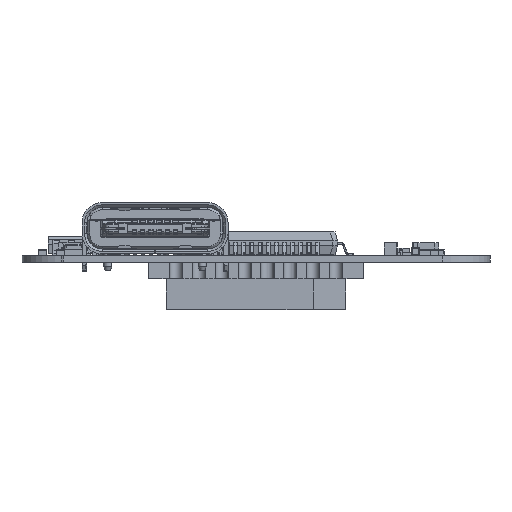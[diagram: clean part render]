
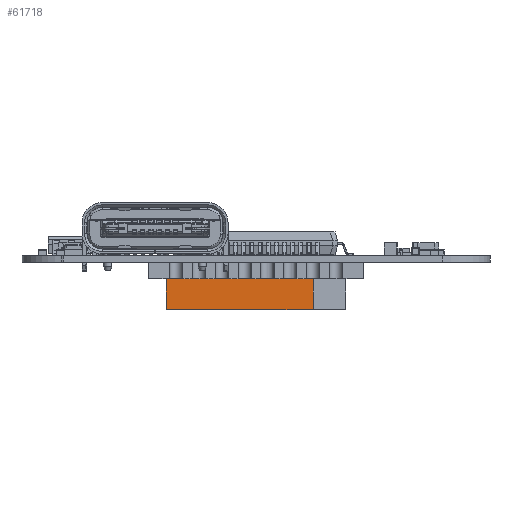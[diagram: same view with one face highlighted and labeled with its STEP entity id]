
A CAD part, front view. The second image highlights one B-rep face of the part: STEP entity #61718.
In plain terms, the highlighted face is planar.
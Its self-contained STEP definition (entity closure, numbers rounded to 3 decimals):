
#56279 = VERTEX_POINT('',#56280);
#56280 = CARTESIAN_POINT('',(-3.5,2.9,10.5));
#56286 = EDGE_CURVE('',#56279,#56287,#56289,.T.);
#56287 = VERTEX_POINT('',#56288);
#56288 = CARTESIAN_POINT('',(5.5,2.9,10.5));
#56289 = LINE('',#56290,#56291);
#56290 = CARTESIAN_POINT('',(5.5,2.9,10.5));
#56291 = VECTOR('',#56292,1.);
#56292 = DIRECTION('',(1.,0.,0.));
#59019 = VERTEX_POINT('',#59020);
#59020 = CARTESIAN_POINT('',(-3.5,1.,10.5));
#59051 = VERTEX_POINT('',#59052);
#59052 = CARTESIAN_POINT('',(5.5,1.,10.5));
#59058 = EDGE_CURVE('',#59019,#59051,#59059,.T.);
#59059 = LINE('',#59060,#59061);
#59060 = CARTESIAN_POINT('',(5.5,1.,10.5));
#59061 = VECTOR('',#59062,1.);
#59062 = DIRECTION('',(1.,0.,0.));
#61701 = EDGE_CURVE('',#56279,#59019,#61702,.T.);
#61702 = LINE('',#61703,#61704);
#61703 = CARTESIAN_POINT('',(-3.5,2.9,10.5));
#61704 = VECTOR('',#61705,1.);
#61705 = DIRECTION('',(0.,-1.,0.));
#61718 = ADVANCED_FACE('',(#61719),#61730,.F.);
#61719 = FACE_BOUND('',#61720,.T.);
#61720 = EDGE_LOOP('',(#61721,#61722,#61728,#61729));
#61721 = ORIENTED_EDGE('',*,*,#59058,.T.);
#61722 = ORIENTED_EDGE('',*,*,#61723,.F.);
#61723 = EDGE_CURVE('',#56287,#59051,#61724,.T.);
#61724 = LINE('',#61725,#61726);
#61725 = CARTESIAN_POINT('',(5.5,2.9,10.5));
#61726 = VECTOR('',#61727,1.);
#61727 = DIRECTION('',(0.,-1.,0.));
#61728 = ORIENTED_EDGE('',*,*,#56286,.F.);
#61729 = ORIENTED_EDGE('',*,*,#61701,.T.);
#61730 = PLANE('',#61731);
#61731 = AXIS2_PLACEMENT_3D('',#61732,#61733,#61734);
#61732 = CARTESIAN_POINT('',(5.5,2.9,10.5));
#61733 = DIRECTION('',(0.,0.,-1.));
#61734 = DIRECTION('',(-1.,0.,0.));
